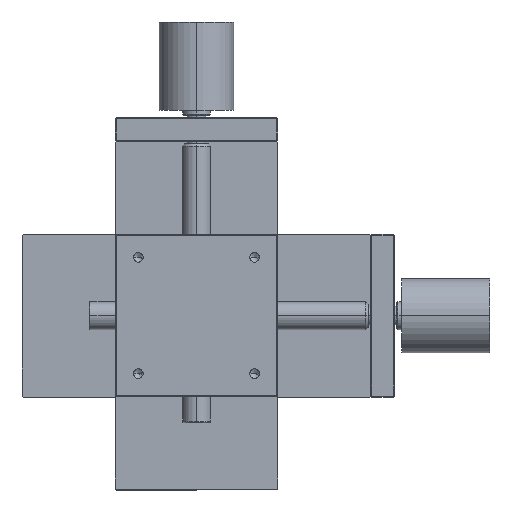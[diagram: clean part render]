
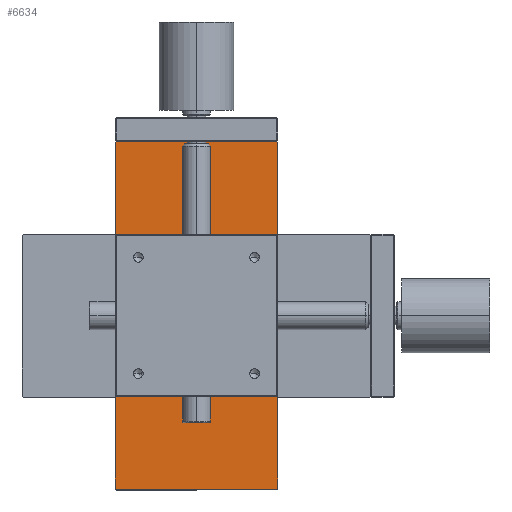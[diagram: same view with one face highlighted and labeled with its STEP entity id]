
A CAD part, top view. The second image highlights one B-rep face of the part: STEP entity #6634.
In plain terms, the highlighted planar face has unit normal (0, 0, 1).
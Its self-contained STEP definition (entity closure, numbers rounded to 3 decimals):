
#1 = LINE ( 'NONE', #11486, #12369 ) ;
#73 = CARTESIAN_POINT ( 'NONE',  ( -17.3, 37.5, 22. ) ) ;
#145 = DIRECTION ( 'NONE',  ( 0., 0., 1. ) ) ;
#236 = VERTEX_POINT ( 'NONE', #1463 ) ;
#288 = CIRCLE ( 'NONE', #15693, 2.5 ) ;
#365 = CARTESIAN_POINT ( 'NONE',  ( 10., 12.5, 22. ) ) ;
#377 = CARTESIAN_POINT ( 'NONE',  ( 17.3, 37.5, 22. ) ) ;
#379 = AXIS2_PLACEMENT_3D ( 'NONE', #7545, #145, #8787 ) ;
#498 = EDGE_LOOP ( 'NONE', ( #2943, #7468 ) ) ;
#517 = CIRCLE ( 'NONE', #7017, 2.5 ) ;
#878 = ORIENTED_EDGE ( 'NONE', *, *, #6175, .T. ) ;
#993 = LINE ( 'NONE', #15063, #7162 ) ;
#999 = LINE ( 'NONE', #13686, #12366 ) ;
#1183 = CARTESIAN_POINT ( 'NONE',  ( 17.3, -37.5, 22. ) ) ;
#1463 = CARTESIAN_POINT ( 'NONE',  ( 15., -12.5, 22. ) ) ;
#1554 = CIRCLE ( 'NONE', #13435, 2.5 ) ;
#1598 = DIRECTION ( 'NONE',  ( 0., 0., 1. ) ) ;
#1599 = EDGE_CURVE ( 'NONE', #12929, #9245, #3808, .T. ) ;
#1692 = CARTESIAN_POINT ( 'NONE',  ( -17.4, -37.4, 22. ) ) ;
#1798 = VERTEX_POINT ( 'NONE', #73 ) ;
#1921 = CARTESIAN_POINT ( 'NONE',  ( -17.5, 37.3, 22. ) ) ;
#1959 = ORIENTED_EDGE ( 'NONE', *, *, #3971, .T. ) ;
#1961 = CARTESIAN_POINT ( 'NONE',  ( -17.5, 37.3, 22. ) ) ;
#2017 = ORIENTED_EDGE ( 'NONE', *, *, #8673, .F. ) ;
#2179 = VERTEX_POINT ( 'NONE', #6546 ) ;
#2209 = EDGE_LOOP ( 'NONE', ( #11873, #10103 ) ) ;
#2260 = EDGE_CURVE ( 'NONE', #236, #13306, #2657, .T. ) ;
#2657 = CIRCLE ( 'NONE', #3630, 2.5 ) ;
#2914 = FACE_BOUND ( 'NONE', #8634, .T. ) ;
#2943 = ORIENTED_EDGE ( 'NONE', *, *, #9946, .F. ) ;
#2948 = ORIENTED_EDGE ( 'NONE', *, *, #14865, .F. ) ;
#2986 = CARTESIAN_POINT ( 'NONE',  ( 10., -12.5, 22. ) ) ;
#3009 = EDGE_CURVE ( 'NONE', #16045, #12583, #6427, .T. ) ;
#3091 = DIRECTION ( 'NONE',  ( 0., 0., 1. ) ) ;
#3188 = CARTESIAN_POINT ( 'NONE',  ( -15., 12.5, 22. ) ) ;
#3211 = DIRECTION ( 'NONE',  ( 0.707, 0.707, 0. ) ) ;
#3368 = DIRECTION ( 'NONE',  ( 0., 0., -1. ) ) ;
#3415 = LINE ( 'NONE', #5861, #9962 ) ;
#3630 = AXIS2_PLACEMENT_3D ( 'NONE', #9715, #9665, #10044 ) ;
#3674 = VERTEX_POINT ( 'NONE', #1183 ) ;
#3745 = AXIS2_PLACEMENT_3D ( 'NONE', #10470, #3091, #11727 ) ;
#3808 = CIRCLE ( 'NONE', #9296, 2.5 ) ;
#3939 = DIRECTION ( 'NONE',  ( 0., -1., 0. ) ) ;
#3971 = EDGE_CURVE ( 'NONE', #3674, #10358, #1, .T. ) ;
#4016 = CARTESIAN_POINT ( 'NONE',  ( -17.3, -37.5, 22. ) ) ;
#4070 = CARTESIAN_POINT ( 'NONE',  ( 0., 37.5, 22. ) ) ;
#4159 = DIRECTION ( 'NONE',  ( 0.707, -0.707, 0. ) ) ;
#4408 = LINE ( 'NONE', #1692, #10992 ) ;
#4753 = EDGE_CURVE ( 'NONE', #5430, #12826, #1554, .T. ) ;
#4870 = EDGE_LOOP ( 'NONE', ( #11515, #8371 ) ) ;
#5303 = DIRECTION ( 'NONE',  ( 1., 0., 0. ) ) ;
#5318 = CIRCLE ( 'NONE', #379, 2.5 ) ;
#5369 = ORIENTED_EDGE ( 'NONE', *, *, #10159, .F. ) ;
#5430 = VERTEX_POINT ( 'NONE', #365 ) ;
#5436 = VERTEX_POINT ( 'NONE', #377 ) ;
#5861 = CARTESIAN_POINT ( 'NONE',  ( 17.4, 37.4, 22. ) ) ;
#6175 = EDGE_CURVE ( 'NONE', #2179, #5436, #3415, .T. ) ;
#6286 = DIRECTION ( 'NONE',  ( -1., 0., 0. ) ) ;
#6427 = CIRCLE ( 'NONE', #13165, 2.5 ) ;
#6519 = DIRECTION ( 'NONE',  ( 0., 0., 1. ) ) ;
#6546 = CARTESIAN_POINT ( 'NONE',  ( 17.5, 37.3, 22. ) ) ;
#6634 = ADVANCED_FACE ( 'NONE', ( #2914, #9468, #13152, #9845, #15655 ), #11691, .F. ) ;
#6782 = EDGE_CURVE ( 'NONE', #14548, #8036, #993, .T. ) ;
#6792 = ORIENTED_EDGE ( 'NONE', *, *, #6782, .T. ) ;
#6862 = DIRECTION ( 'NONE',  ( -0.707, 0.707, 0. ) ) ;
#6962 = CARTESIAN_POINT ( 'NONE',  ( 15., 12.5, 22. ) ) ;
#7017 = AXIS2_PLACEMENT_3D ( 'NONE', #13929, #6519, #15139 ) ;
#7162 = VECTOR ( 'NONE', #15448, 1000. ) ;
#7420 = DIRECTION ( 'NONE',  ( 1., 0., 0. ) ) ;
#7434 = CARTESIAN_POINT ( 'NONE',  ( -10., 12.5, 22. ) ) ;
#7468 = ORIENTED_EDGE ( 'NONE', *, *, #3009, .F. ) ;
#7545 = CARTESIAN_POINT ( 'NONE',  ( 12.5, 12.5, 22. ) ) ;
#8010 = LINE ( 'NONE', #1961, #14203 ) ;
#8036 = VERTEX_POINT ( 'NONE', #10728 ) ;
#8344 = CARTESIAN_POINT ( 'NONE',  ( -10., -12.5, 22. ) ) ;
#8371 = ORIENTED_EDGE ( 'NONE', *, *, #10957, .F. ) ;
#8409 = EDGE_CURVE ( 'NONE', #1798, #5436, #14858, .T. ) ;
#8467 = CARTESIAN_POINT ( 'NONE',  ( -12.5, 12.5, 22. ) ) ;
#8471 = DIRECTION ( 'NONE',  ( 0., 0., 1. ) ) ;
#8512 = DIRECTION ( 'NONE',  ( 1., 0., 0. ) ) ;
#8530 = DIRECTION ( 'NONE',  ( 0., 0., 1. ) ) ;
#8533 = ORIENTED_EDGE ( 'NONE', *, *, #8770, .T. ) ;
#8624 = CARTESIAN_POINT ( 'NONE',  ( 12.5, 12.5, 22. ) ) ;
#8634 = EDGE_LOOP ( 'NONE', ( #9280, #11874 ) ) ;
#8673 = EDGE_CURVE ( 'NONE', #2179, #10358, #10008, .T. ) ;
#8770 = EDGE_CURVE ( 'NONE', #8036, #12650, #4408, .T. ) ;
#8787 = DIRECTION ( 'NONE',  ( 1., 0., 0. ) ) ;
#8969 = CARTESIAN_POINT ( 'NONE',  ( -12.5, 12.5, 22. ) ) ;
#9245 = VERTEX_POINT ( 'NONE', #15077 ) ;
#9280 = ORIENTED_EDGE ( 'NONE', *, *, #2260, .F. ) ;
#9296 = AXIS2_PLACEMENT_3D ( 'NONE', #11063, #13902, #15573 ) ;
#9468 = FACE_BOUND ( 'NONE', #2209, .T. ) ;
#9665 = DIRECTION ( 'NONE',  ( 0., 0., 1. ) ) ;
#9715 = CARTESIAN_POINT ( 'NONE',  ( 12.5, -12.5, 22. ) ) ;
#9845 = FACE_BOUND ( 'NONE', #498, .T. ) ;
#9943 = AXIS2_PLACEMENT_3D ( 'NONE', #11632, #3368, #11837 ) ;
#9946 = EDGE_CURVE ( 'NONE', #12583, #16045, #288, .T. ) ;
#9962 = VECTOR ( 'NONE', #6862, 1000. ) ;
#10008 = LINE ( 'NONE', #11341, #11963 ) ;
#10044 = DIRECTION ( 'NONE',  ( 1., 0., 0. ) ) ;
#10050 = EDGE_LOOP ( 'NONE', ( #5369, #6792, #8533, #2948, #1959, #2017, #878, #13059 ) ) ;
#10103 = ORIENTED_EDGE ( 'NONE', *, *, #4753, .F. ) ;
#10159 = EDGE_CURVE ( 'NONE', #14548, #1798, #8010, .T. ) ;
#10214 = DIRECTION ( 'NONE',  ( 1., 0., 0. ) ) ;
#10358 = VERTEX_POINT ( 'NONE', #15988 ) ;
#10470 = CARTESIAN_POINT ( 'NONE',  ( 12.5, -12.5, 22. ) ) ;
#10728 = CARTESIAN_POINT ( 'NONE',  ( -17.5, -37.3, 22. ) ) ;
#10912 = EDGE_CURVE ( 'NONE', #12826, #5430, #5318, .T. ) ;
#10957 = EDGE_CURVE ( 'NONE', #9245, #12929, #517, .T. ) ;
#10992 = VECTOR ( 'NONE', #4159, 1000. ) ;
#11063 = CARTESIAN_POINT ( 'NONE',  ( -12.5, -12.5, 22. ) ) ;
#11341 = CARTESIAN_POINT ( 'NONE',  ( 17.5, 0., 22. ) ) ;
#11486 = CARTESIAN_POINT ( 'NONE',  ( 17.4, -37.4, 22. ) ) ;
#11507 = CIRCLE ( 'NONE', #3745, 2.5 ) ;
#11515 = ORIENTED_EDGE ( 'NONE', *, *, #1599, .F. ) ;
#11632 = CARTESIAN_POINT ( 'NONE',  ( 17.5, 37.5, 22. ) ) ;
#11691 = PLANE ( 'NONE',  #9943 ) ;
#11727 = DIRECTION ( 'NONE',  ( 1., 0., 0. ) ) ;
#11837 = DIRECTION ( 'NONE',  ( 0., -1., 0. ) ) ;
#11873 = ORIENTED_EDGE ( 'NONE', *, *, #10912, .F. ) ;
#11874 = ORIENTED_EDGE ( 'NONE', *, *, #13346, .F. ) ;
#11940 = DIRECTION ( 'NONE',  ( 0.707, 0.707, 0. ) ) ;
#11963 = VECTOR ( 'NONE', #3939, 1000. ) ;
#12366 = VECTOR ( 'NONE', #6286, 1000. ) ;
#12369 = VECTOR ( 'NONE', #11940, 1000. ) ;
#12583 = VERTEX_POINT ( 'NONE', #7434 ) ;
#12650 = VERTEX_POINT ( 'NONE', #4016 ) ;
#12826 = VERTEX_POINT ( 'NONE', #6962 ) ;
#12929 = VERTEX_POINT ( 'NONE', #8344 ) ;
#13059 = ORIENTED_EDGE ( 'NONE', *, *, #8409, .F. ) ;
#13152 = FACE_BOUND ( 'NONE', #4870, .T. ) ;
#13165 = AXIS2_PLACEMENT_3D ( 'NONE', #8467, #8530, #7420 ) ;
#13306 = VERTEX_POINT ( 'NONE', #2986 ) ;
#13346 = EDGE_CURVE ( 'NONE', #13306, #236, #11507, .T. ) ;
#13435 = AXIS2_PLACEMENT_3D ( 'NONE', #8624, #8471, #8512 ) ;
#13686 = CARTESIAN_POINT ( 'NONE',  ( 0., -37.5, 22. ) ) ;
#13902 = DIRECTION ( 'NONE',  ( 0., 0., 1. ) ) ;
#13929 = CARTESIAN_POINT ( 'NONE',  ( -12.5, -12.5, 22. ) ) ;
#14203 = VECTOR ( 'NONE', #3211, 1000. ) ;
#14497 = VECTOR ( 'NONE', #5303, 1000. ) ;
#14548 = VERTEX_POINT ( 'NONE', #1921 ) ;
#14858 = LINE ( 'NONE', #4070, #14497 ) ;
#14865 = EDGE_CURVE ( 'NONE', #3674, #12650, #999, .T. ) ;
#15063 = CARTESIAN_POINT ( 'NONE',  ( -17.5, 0., 22. ) ) ;
#15077 = CARTESIAN_POINT ( 'NONE',  ( -15., -12.5, 22. ) ) ;
#15139 = DIRECTION ( 'NONE',  ( 1., 0., 0. ) ) ;
#15448 = DIRECTION ( 'NONE',  ( 0., -1., 0. ) ) ;
#15573 = DIRECTION ( 'NONE',  ( 1., 0., 0. ) ) ;
#15655 = FACE_OUTER_BOUND ( 'NONE', #10050, .T. ) ;
#15693 = AXIS2_PLACEMENT_3D ( 'NONE', #8969, #1598, #10214 ) ;
#15988 = CARTESIAN_POINT ( 'NONE',  ( 17.5, -37.3, 22. ) ) ;
#16045 = VERTEX_POINT ( 'NONE', #3188 ) ;
